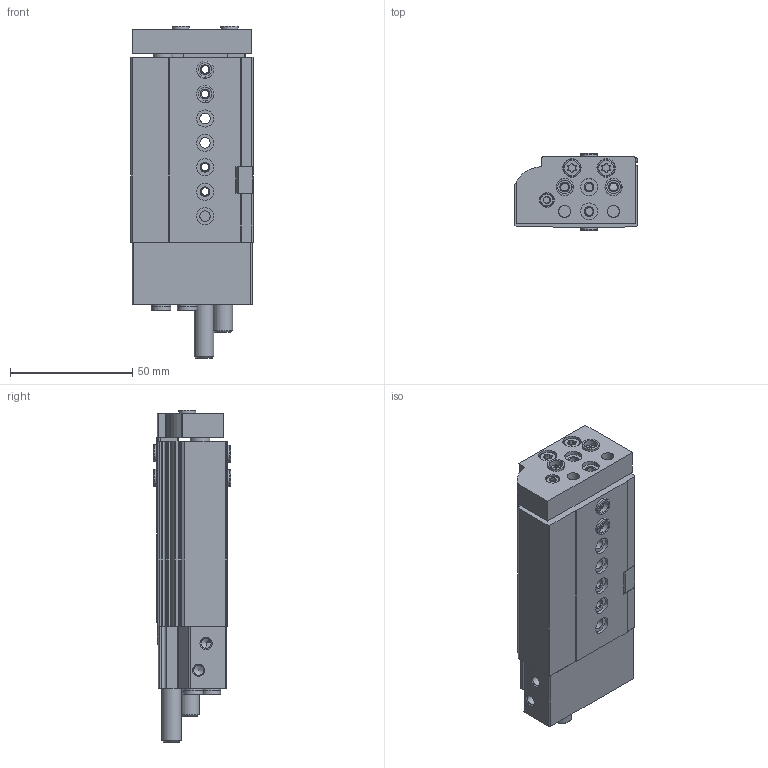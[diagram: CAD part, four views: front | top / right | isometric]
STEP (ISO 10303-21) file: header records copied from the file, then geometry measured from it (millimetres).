
FILE_DESCRIPTION(/* description */ ('STEP AP214'),/* implementation_level */ '2;1');
FILE_NAME(/* name */ '543943_DGSL-10-20-PA',/* time_stamp */ '2024-08-14T11:20:42+02:00',/* author */ ('License CC BY-ND 4.0'),/* organization */ ('CADENAS'),/* preprocessor_version */ 'ST-DEVELOPER v19.3',/* originating_system */ 'PARTsolutions',/* authorisation */ ' ');
FILE_SCHEMA (('AUTOMOTIVE_DESIGN {1 0 10303 214 3 1 1}'));
Length unit declared in the file: millimetre
Products named in the file (7): 543943 DGSL-10-20-PA---(0); DGSL-10---(20-0-0-10-zr); 699439 DGSL-10-P; 174308 B-M5-B; 686785 DGSL-10-AS; DGSL-10---(20-0-JP); 8146544 ZBH-7-B
Assembly tree (13 placements, depth 2):
  543943 DGSL-10-20-PA---(0)
    DGSL-10---(20-0-0-10-zr)
    699439 DGSL-10-P  x2
    174308 B-M5-B  x2
    686785 DGSL-10-AS
    DGSL-10---(20-0-JP)
    8146544 ZBH-7-B  x6
Bounding box: 50 x 31.6 x 136 mm (x, y, z)
Volume: 124494.8 mm3; surface area: 47487.6 mm2
Topology: 13 solids, 13 shells, 632 faces, 1564 edges, 1017 vertices
Faces by surface type: plane 281, cylinder 267, cone 60, torus 24
Full cylindrical faces by diameter (mm): 2.459 x1, 2.5 x2, 3.242 x13, 4 x1, 4.134 x4, 4.3 x3, 4.8 x2, 5 x4, 5.5 x4, 6 x6, 6.917 x2, 7 x20, 7.2 x2, 7.5 x3, 8 x10, 8.08 x2, 8.2 x2, 12 x2
Entity records: 16671 total; most frequent: DIRECTION 2938, CARTESIAN_POINT 2897, ORIENTED_EDGE 2518, EDGE_CURVE 1259, AXIS2_PLACEMENT_3D 1142, VERTEX_POINT 910, FACE_BOUND 809, EDGE_LOOP 802
